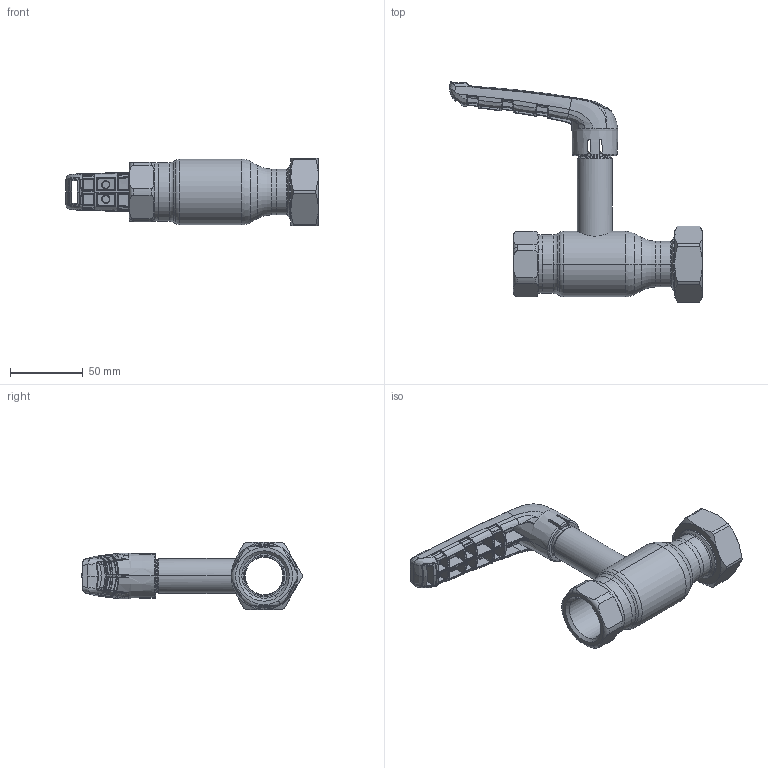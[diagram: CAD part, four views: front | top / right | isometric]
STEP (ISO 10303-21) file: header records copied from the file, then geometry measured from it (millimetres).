
FILE_DESCRIPTION (( 'STEP AP214' ), '1' );
FILE_NAME ('1025002201-xxxx.step', '2019-05-09T10:17:20', ( '' ), ( '' ), 'SwSTEP 2.0', 'SolidWorks 2017', '' );
FILE_SCHEMA (( 'AUTOMOTIVE_DESIGN' ));
Length unit declared in the file: millimetre
Products named in the file (1): 1025002201-xxxx
Bounding box: 173.27 x 150.81 x 46 mm (x, y, z)
Surface area: 48694.7 mm2 (no closed solid volume)
Topology: 0 solids, 10 shells, 762 faces, 2368 edges, 1516 vertices
Faces by surface type: bspline 577, plane 63, cylinder 55, cone 31, torus 30, sphere 6
Entity records: 58388 total; most frequent: CARTESIAN_POINT 34442, ORIENTED_EDGE 3951, EDGE_CURVE 2361, DIRECTION 1712, B_SPLINE_CURVE_WITH_KNOTS 1602, VERTEX_POINT 1515, EDGE_LOOP 783, AXIS2_PLACEMENT_3D 769
